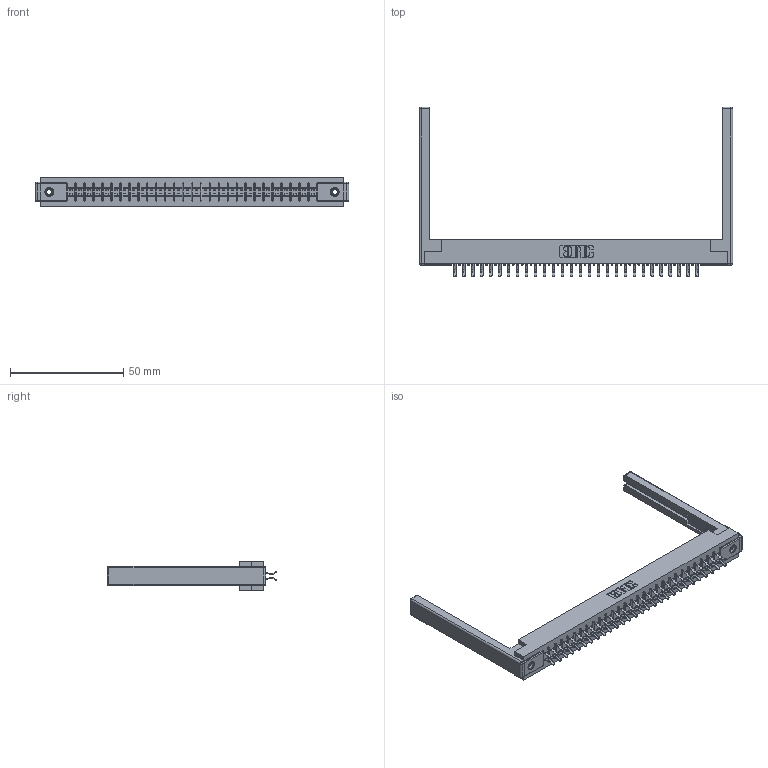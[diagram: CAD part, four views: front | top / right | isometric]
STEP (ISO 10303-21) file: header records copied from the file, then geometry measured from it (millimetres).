
FILE_DESCRIPTION (( 'STEP AP203' ), '1' );
FILE_NAME ('315-056-556-268.STEP', '2019-09-10T19:34:55', ( '' ), ( '' ), 'SwSTEP 2.0', 'SolidWorks 2016', '' );
FILE_SCHEMA (( 'CONFIG_CONTROL_DESIGN' ));
Length unit declared in the file: inch
Products named in the file (5): 345-250-001_345-250-001-102; 305 Part_.156 Dia; 307-220-068; 315-056-556-268; 305-290-001_556
Assembly tree (61 placements, depth 2):
  315-056-556-268
    305 Part_.156 Dia
    305-290-001_556  x56
    345-250-001_345-250-001-102  x2
    307-220-068  x2
Bounding box: 138.38 x 74.93 x 12.7 mm (x, y, z)
Volume: 18737.4 mm3; surface area: 21911.8 mm2
Topology: 61 solids, 61 shells, 3406 faces, 9750 edges, 6328 vertices
Faces by surface type: plane 1892, cylinder 1378, sphere 120, cone 12, torus 4
Entity records: 35002 total; most frequent: CARTESIAN_POINT 5767, ORIENTED_EDGE 5714, DIRECTION 5613, EDGE_CURVE 2857, LINE 2281, VECTOR 2281, VERTEX_POINT 1820, AXIS2_PLACEMENT_3D 1666
